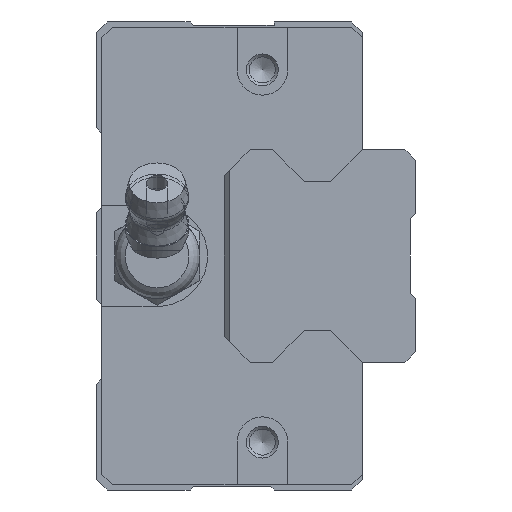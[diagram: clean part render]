
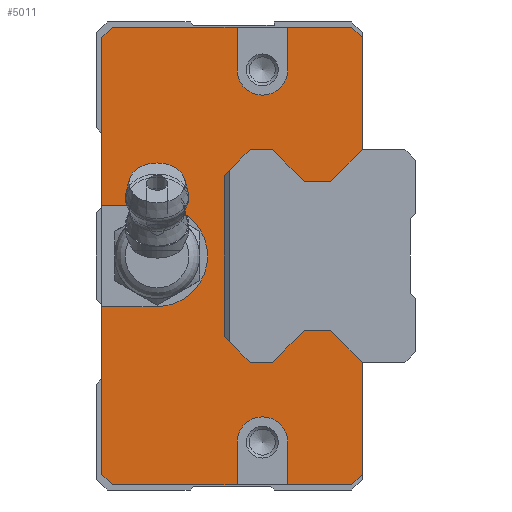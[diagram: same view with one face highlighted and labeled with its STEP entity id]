
A CAD part, left-side view. The second image highlights one B-rep face of the part: STEP entity #5011.
In plain terms, the highlighted planar face has unit normal (-1, 0, 0).
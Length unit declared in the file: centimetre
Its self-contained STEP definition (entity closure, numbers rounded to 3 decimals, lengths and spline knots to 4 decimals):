
#361=CIRCLE('',#5481,4.75);
#362=CIRCLE('',#5482,2.38);
#363=CIRCLE('',#5483,2.38);
#583=FACE_OUTER_BOUND('',#904,.T.);
#904=EDGE_LOOP('',(#3830,#3831,#3832,#3833,#3834,#3835,#3836,#3837,#3838,
#3839,#3840,#3841,#3842,#3843,#3844,#3845,#3846,#3847,#3848,#3849,#3850,
#3851,#3852,#3853,#3854,#3855,#3856,#3857,#3858,#3859,#3860,#3861));
#1273=LINE('',#7839,#1723);
#1294=LINE('',#7882,#1744);
#1299=LINE('',#7893,#1749);
#1302=LINE('',#7897,#1752);
#1303=LINE('',#7900,#1753);
#1304=LINE('',#7902,#1754);
#1305=LINE('',#7904,#1755);
#1306=LINE('',#7906,#1756);
#1307=LINE('',#7910,#1757);
#1308=LINE('',#7912,#1758);
#1309=LINE('',#7914,#1759);
#1310=LINE('',#7916,#1760);
#1311=LINE('',#7918,#1761);
#1312=LINE('',#7922,#1762);
#1313=LINE('',#7924,#1763);
#1314=LINE('',#7925,#1764);
#1315=LINE('',#7927,#1765);
#1316=LINE('',#7929,#1766);
#1317=LINE('',#7931,#1767);
#1318=LINE('',#7933,#1768);
#1319=LINE('',#7935,#1769);
#1320=LINE('',#7937,#1770);
#1321=LINE('',#7939,#1771);
#1322=LINE('',#7941,#1772);
#1323=LINE('',#7943,#1773);
#1324=LINE('',#7945,#1774);
#1325=LINE('',#7946,#1775);
#1326=LINE('',#7947,#1776);
#1327=LINE('',#7949,#1777);
#1723=VECTOR('',#6463,1000.);
#1744=VECTOR('',#6488,1000.);
#1749=VECTOR('',#6495,1000.);
#1752=VECTOR('',#6498,1000.);
#1753=VECTOR('',#6501,1000.);
#1754=VECTOR('',#6502,1000.);
#1755=VECTOR('',#6503,1000.);
#1756=VECTOR('',#6504,1000.);
#1757=VECTOR('',#6507,1000.);
#1758=VECTOR('',#6508,1000.);
#1759=VECTOR('',#6509,1000.);
#1760=VECTOR('',#6510,1000.);
#1761=VECTOR('',#6511,1000.);
#1762=VECTOR('',#6514,1000.);
#1763=VECTOR('',#6515,1000.);
#1764=VECTOR('',#6516,1000.);
#1765=VECTOR('',#6517,1000.);
#1766=VECTOR('',#6518,1000.);
#1767=VECTOR('',#6519,1000.);
#1768=VECTOR('',#6520,1000.);
#1769=VECTOR('',#6521,1000.);
#1770=VECTOR('',#6522,1000.);
#1771=VECTOR('',#6523,1000.);
#1772=VECTOR('',#6524,1000.);
#1773=VECTOR('',#6525,1000.);
#1774=VECTOR('',#6526,1000.);
#1775=VECTOR('',#6527,1000.);
#1776=VECTOR('',#6528,1000.);
#1777=VECTOR('',#6529,1000.);
#2178=VERTEX_POINT('',#7833);
#2180=VERTEX_POINT('',#7837);
#2199=VERTEX_POINT('',#7879);
#2200=VERTEX_POINT('',#7881);
#2202=VERTEX_POINT('',#7886);
#2204=VERTEX_POINT('',#7890);
#2205=VERTEX_POINT('',#7892);
#2206=VERTEX_POINT('',#7895);
#2207=VERTEX_POINT('',#7899);
#2208=VERTEX_POINT('',#7901);
#2209=VERTEX_POINT('',#7903);
#2210=VERTEX_POINT('',#7905);
#2211=VERTEX_POINT('',#7907);
#2212=VERTEX_POINT('',#7909);
#2213=VERTEX_POINT('',#7911);
#2214=VERTEX_POINT('',#7913);
#2215=VERTEX_POINT('',#7915);
#2216=VERTEX_POINT('',#7917);
#2217=VERTEX_POINT('',#7919);
#2218=VERTEX_POINT('',#7921);
#2219=VERTEX_POINT('',#7923);
#2220=VERTEX_POINT('',#7926);
#2221=VERTEX_POINT('',#7928);
#2222=VERTEX_POINT('',#7930);
#2223=VERTEX_POINT('',#7932);
#2224=VERTEX_POINT('',#7934);
#2225=VERTEX_POINT('',#7936);
#2226=VERTEX_POINT('',#7938);
#2227=VERTEX_POINT('',#7940);
#2228=VERTEX_POINT('',#7942);
#2229=VERTEX_POINT('',#7944);
#2230=VERTEX_POINT('',#7948);
#2754=EDGE_CURVE('',#2180,#2178,#1273,.T.);
#2775=EDGE_CURVE('',#2199,#2200,#1294,.T.);
#2780=EDGE_CURVE('',#2204,#2205,#1299,.T.);
#2783=EDGE_CURVE('',#2206,#2202,#1302,.T.);
#2784=EDGE_CURVE('',#2207,#2202,#1303,.T.);
#2785=EDGE_CURVE('',#2208,#2206,#1304,.T.);
#2786=EDGE_CURVE('',#2209,#2208,#1305,.T.);
#2787=EDGE_CURVE('',#2209,#2210,#1306,.T.);
#2788=EDGE_CURVE('',#2210,#2211,#361,.T.);
#2789=EDGE_CURVE('',#2211,#2212,#1307,.T.);
#2790=EDGE_CURVE('',#2213,#2212,#1308,.T.);
#2791=EDGE_CURVE('',#2214,#2213,#1309,.T.);
#2792=EDGE_CURVE('',#2215,#2214,#1310,.T.);
#2793=EDGE_CURVE('',#2215,#2216,#1311,.T.);
#2794=EDGE_CURVE('',#2216,#2217,#362,.T.);
#2795=EDGE_CURVE('',#2217,#2218,#1312,.T.);
#2796=EDGE_CURVE('',#2219,#2218,#1313,.T.);
#2797=EDGE_CURVE('',#2200,#2219,#1314,.T.);
#2798=EDGE_CURVE('',#2199,#2220,#1315,.T.);
#2799=EDGE_CURVE('',#2220,#2221,#1316,.T.);
#2800=EDGE_CURVE('',#2221,#2222,#1317,.T.);
#2801=EDGE_CURVE('',#2222,#2223,#1318,.T.);
#2802=EDGE_CURVE('',#2223,#2224,#1319,.T.);
#2803=EDGE_CURVE('',#2224,#2225,#1320,.T.);
#2804=EDGE_CURVE('',#2225,#2226,#1321,.T.);
#2805=EDGE_CURVE('',#2226,#2227,#1322,.T.);
#2806=EDGE_CURVE('',#2227,#2228,#1323,.T.);
#2807=EDGE_CURVE('',#2228,#2229,#1324,.T.);
#2808=EDGE_CURVE('',#2229,#2178,#1325,.T.);
#2809=EDGE_CURVE('',#2205,#2180,#1326,.T.);
#2810=EDGE_CURVE('',#2204,#2230,#1327,.T.);
#2811=EDGE_CURVE('',#2230,#2207,#363,.T.);
#3830=ORIENTED_EDGE('',*,*,#2784,.T.);
#3831=ORIENTED_EDGE('',*,*,#2783,.F.);
#3832=ORIENTED_EDGE('',*,*,#2785,.F.);
#3833=ORIENTED_EDGE('',*,*,#2786,.F.);
#3834=ORIENTED_EDGE('',*,*,#2787,.T.);
#3835=ORIENTED_EDGE('',*,*,#2788,.T.);
#3836=ORIENTED_EDGE('',*,*,#2789,.T.);
#3837=ORIENTED_EDGE('',*,*,#2790,.F.);
#3838=ORIENTED_EDGE('',*,*,#2791,.F.);
#3839=ORIENTED_EDGE('',*,*,#2792,.F.);
#3840=ORIENTED_EDGE('',*,*,#2793,.T.);
#3841=ORIENTED_EDGE('',*,*,#2794,.T.);
#3842=ORIENTED_EDGE('',*,*,#2795,.T.);
#3843=ORIENTED_EDGE('',*,*,#2796,.F.);
#3844=ORIENTED_EDGE('',*,*,#2797,.F.);
#3845=ORIENTED_EDGE('',*,*,#2775,.F.);
#3846=ORIENTED_EDGE('',*,*,#2798,.T.);
#3847=ORIENTED_EDGE('',*,*,#2799,.T.);
#3848=ORIENTED_EDGE('',*,*,#2800,.T.);
#3849=ORIENTED_EDGE('',*,*,#2801,.T.);
#3850=ORIENTED_EDGE('',*,*,#2802,.T.);
#3851=ORIENTED_EDGE('',*,*,#2803,.T.);
#3852=ORIENTED_EDGE('',*,*,#2804,.T.);
#3853=ORIENTED_EDGE('',*,*,#2805,.T.);
#3854=ORIENTED_EDGE('',*,*,#2806,.T.);
#3855=ORIENTED_EDGE('',*,*,#2807,.T.);
#3856=ORIENTED_EDGE('',*,*,#2808,.T.);
#3857=ORIENTED_EDGE('',*,*,#2754,.F.);
#3858=ORIENTED_EDGE('',*,*,#2809,.F.);
#3859=ORIENTED_EDGE('',*,*,#2780,.F.);
#3860=ORIENTED_EDGE('',*,*,#2810,.T.);
#3861=ORIENTED_EDGE('',*,*,#2811,.T.);
#4521=PLANE('',#5480);
#5011=ADVANCED_FACE('',(#583),#4521,.F.);
#5480=AXIS2_PLACEMENT_3D('',#7898,#6499,#6500);
#5481=AXIS2_PLACEMENT_3D('',#7908,#6505,#6506);
#5482=AXIS2_PLACEMENT_3D('',#7920,#6512,#6513);
#5483=AXIS2_PLACEMENT_3D('',#7950,#6530,#6531);
#6463=DIRECTION('',(0.,0.,-1.));
#6488=DIRECTION('',(0.,0.,-1.));
#6495=DIRECTION('',(0.,-1.,0.));
#6498=DIRECTION('',(0.,-1.,0.));
#6499=DIRECTION('center_axis',(1.,0.,0.));
#6500=DIRECTION('ref_axis',(0.,0.,-1.));
#6501=DIRECTION('',(0.,0.,1.));
#6502=DIRECTION('',(0.,-0.707,0.707));
#6503=DIRECTION('',(0.,0.,1.));
#6504=DIRECTION('',(0.,-1.,0.));
#6505=DIRECTION('center_axis',(1.,0.,0.));
#6506=DIRECTION('ref_axis',(0.,0.,-1.));
#6507=DIRECTION('',(0.,1.,0.));
#6508=DIRECTION('',(0.,0.,1.));
#6509=DIRECTION('',(0.,0.707,0.707));
#6510=DIRECTION('',(0.,1.,0.));
#6511=DIRECTION('',(0.,0.,1.));
#6512=DIRECTION('center_axis',(1.,0.,0.));
#6513=DIRECTION('ref_axis',(0.,0.,-1.));
#6514=DIRECTION('',(0.,0.,-1.));
#6515=DIRECTION('',(0.,1.,0.));
#6516=DIRECTION('',(0.,0.707,-0.707));
#6517=DIRECTION('',(0.,0.707,0.707));
#6518=DIRECTION('',(0.,1.,0.));
#6519=DIRECTION('',(0.,0.707,-0.707));
#6520=DIRECTION('',(0.,1.,0.));
#6521=DIRECTION('',(0.,0.707,0.707));
#6522=DIRECTION('',(0.,0.,1.));
#6523=DIRECTION('',(0.,-0.707,0.707));
#6524=DIRECTION('',(0.,-1.,0.));
#6525=DIRECTION('',(0.,-0.707,-0.707));
#6526=DIRECTION('',(0.,-1.,0.));
#6527=DIRECTION('',(0.,-0.707,0.707));
#6528=DIRECTION('',(0.,-0.707,-0.707));
#6529=DIRECTION('',(0.,0.,-1.));
#6530=DIRECTION('center_axis',(1.,0.,0.));
#6531=DIRECTION('ref_axis',(0.,0.,-1.));
#7833=CARTESIAN_POINT('',(464.,5.,10.));
#7837=CARTESIAN_POINT('',(464.,5.,20.5));
#7839=CARTESIAN_POINT('',(464.,5.,20.5));
#7879=CARTESIAN_POINT('',(464.,5.,-10.));
#7881=CARTESIAN_POINT('',(464.,5.,-20.5));
#7882=CARTESIAN_POINT('',(464.,5.,20.5));
#7886=CARTESIAN_POINT('',(464.,16.78,21.5));
#7890=CARTESIAN_POINT('',(464.,12.02,21.5));
#7892=CARTESIAN_POINT('',(464.,6.,21.5));
#7893=CARTESIAN_POINT('',(464.,28.5,21.5));
#7895=CARTESIAN_POINT('',(464.,28.5,21.5));
#7897=CARTESIAN_POINT('',(464.,28.5,21.5));
#7898=CARTESIAN_POINT('Origin',(464.,5.,0.));
#7899=CARTESIAN_POINT('',(464.,16.78,17.5));
#7900=CARTESIAN_POINT('',(464.,16.78,17.5));
#7901=CARTESIAN_POINT('',(464.,29.5,20.5));
#7902=CARTESIAN_POINT('',(464.,29.5,20.5));
#7903=CARTESIAN_POINT('',(464.,29.5,4.75));
#7904=CARTESIAN_POINT('',(464.,29.5,-20.5));
#7905=CARTESIAN_POINT('',(464.,24.3,4.75));
#7906=CARTESIAN_POINT('',(464.,44.5,4.75));
#7907=CARTESIAN_POINT('',(464.,24.3,-4.75));
#7908=CARTESIAN_POINT('Origin',(464.,24.3,0.));
#7909=CARTESIAN_POINT('',(464.,29.5,-4.75));
#7910=CARTESIAN_POINT('',(464.,24.3,-4.75));
#7911=CARTESIAN_POINT('',(464.,29.5,-20.5));
#7912=CARTESIAN_POINT('',(464.,29.5,-20.5));
#7913=CARTESIAN_POINT('',(464.,28.5,-21.5));
#7914=CARTESIAN_POINT('',(464.,28.5,-21.5));
#7915=CARTESIAN_POINT('',(464.,16.78,-21.5));
#7916=CARTESIAN_POINT('',(464.,6.,-21.5));
#7917=CARTESIAN_POINT('',(464.,16.78,-17.5));
#7918=CARTESIAN_POINT('',(464.,16.78,-37.5));
#7919=CARTESIAN_POINT('',(464.,12.02,-17.5));
#7920=CARTESIAN_POINT('Origin',(464.,14.4,-17.5));
#7921=CARTESIAN_POINT('',(464.,12.02,-21.5));
#7922=CARTESIAN_POINT('',(464.,12.02,-17.5));
#7923=CARTESIAN_POINT('',(464.,6.,-21.5));
#7924=CARTESIAN_POINT('',(464.,6.,-21.5));
#7925=CARTESIAN_POINT('',(464.,5.,-20.5));
#7926=CARTESIAN_POINT('',(464.,8.,-7.));
#7927=CARTESIAN_POINT('',(464.,5.,-10.));
#7928=CARTESIAN_POINT('',(464.,10.45,-7.));
#7929=CARTESIAN_POINT('',(464.,8.,-7.));
#7930=CARTESIAN_POINT('',(464.,13.45,-10.));
#7931=CARTESIAN_POINT('',(464.,10.45,-7.));
#7932=CARTESIAN_POINT('',(464.,15.55,-10.));
#7933=CARTESIAN_POINT('',(464.,13.45,-10.));
#7934=CARTESIAN_POINT('',(464.,18.,-7.55));
#7935=CARTESIAN_POINT('',(464.,15.55,-10.));
#7936=CARTESIAN_POINT('',(464.,18.,7.55));
#7937=CARTESIAN_POINT('',(464.,18.,-7.55));
#7938=CARTESIAN_POINT('',(464.,15.55,10.));
#7939=CARTESIAN_POINT('',(464.,18.,7.55));
#7940=CARTESIAN_POINT('',(464.,13.45,10.));
#7941=CARTESIAN_POINT('',(464.,15.55,10.));
#7942=CARTESIAN_POINT('',(464.,10.45,7.));
#7943=CARTESIAN_POINT('',(464.,13.45,10.));
#7944=CARTESIAN_POINT('',(464.,8.,7.));
#7945=CARTESIAN_POINT('',(464.,10.45,7.));
#7946=CARTESIAN_POINT('',(464.,8.,7.));
#7947=CARTESIAN_POINT('',(464.,6.,21.5));
#7948=CARTESIAN_POINT('',(464.,12.02,17.5));
#7949=CARTESIAN_POINT('',(464.,12.02,37.5));
#7950=CARTESIAN_POINT('Origin',(464.,14.4,17.5));
